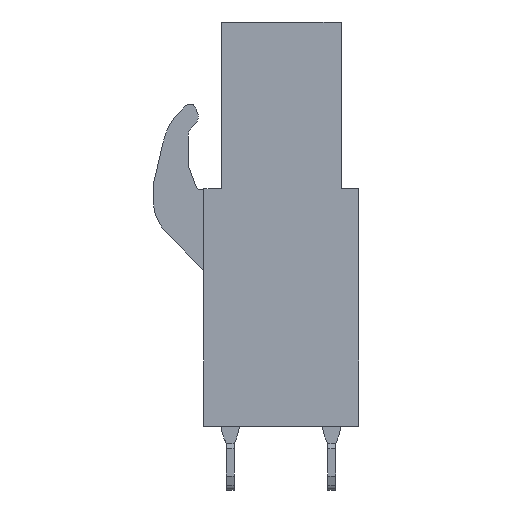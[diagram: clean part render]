
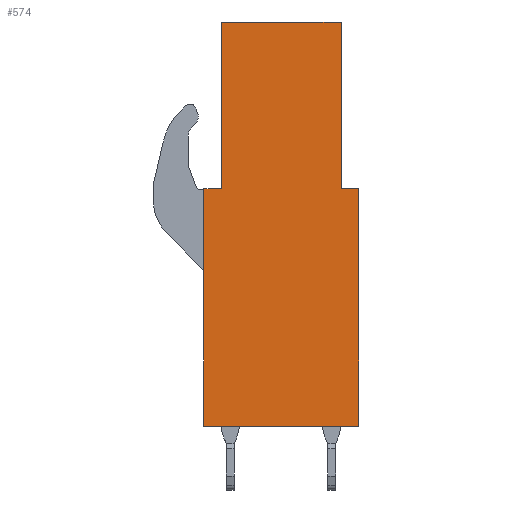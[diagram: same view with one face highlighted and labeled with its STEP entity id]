
A CAD part, left-side view. The second image highlights one B-rep face of the part: STEP entity #574.
In plain terms, the highlighted planar face has unit normal (-1, 0, 0).
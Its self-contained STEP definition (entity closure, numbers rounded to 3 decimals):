
#524=AXIS2_PLACEMENT_3D('Plane Axis2P3D',#521,#522,#523) ;
#36=CARTESIAN_POINT('Line Origine',(0.,3.875,23.45)) ;
#40=CARTESIAN_POINT('Vertex',(0.,0.875,23.45)) ;
#42=CARTESIAN_POINT('Vertex',(0.,6.875,23.45)) ;
#431=CARTESIAN_POINT('Vertex',(0.,7.75,3.2)) ;
#434=CARTESIAN_POINT('Line Origine',(0.,7.75,9.15)) ;
#438=CARTESIAN_POINT('Vertex',(0.,7.75,15.1)) ;
#521=CARTESIAN_POINT('Axis2P3D Location',(0.,0.,0.)) ;
#526=CARTESIAN_POINT('Line Origine',(0.,3.875,3.2)) ;
#530=CARTESIAN_POINT('Vertex',(0.,0.,3.2)) ;
#533=CARTESIAN_POINT('Line Origine',(0.,0.,9.15)) ;
#537=CARTESIAN_POINT('Vertex',(0.,0.,15.1)) ;
#540=CARTESIAN_POINT('Line Origine',(0.,0.438,15.1)) ;
#544=CARTESIAN_POINT('Vertex',(0.,0.875,15.1)) ;
#547=CARTESIAN_POINT('Line Origine',(0.,0.875,19.275)) ;
#552=CARTESIAN_POINT('Line Origine',(0.,6.875,19.275)) ;
#556=CARTESIAN_POINT('Vertex',(0.,6.875,15.1)) ;
#559=CARTESIAN_POINT('Line Origine',(0.,7.313,15.1)) ;
#37=DIRECTION('Vector Direction',(0.,1.,0.)) ;
#435=DIRECTION('Vector Direction',(0.,0.,1.)) ;
#522=DIRECTION('Axis2P3D Direction',(1.,0.,0.)) ;
#523=DIRECTION('Axis2P3D XDirection',(0.,1.,0.)) ;
#527=DIRECTION('Vector Direction',(0.,1.,0.)) ;
#534=DIRECTION('Vector Direction',(0.,0.,1.)) ;
#541=DIRECTION('Vector Direction',(0.,1.,0.)) ;
#548=DIRECTION('Vector Direction',(0.,0.,1.)) ;
#553=DIRECTION('Vector Direction',(0.,0.,1.)) ;
#560=DIRECTION('Vector Direction',(0.,-1.,0.)) ;
#38=VECTOR('Line Direction',#37,1.) ;
#436=VECTOR('Line Direction',#435,1.) ;
#528=VECTOR('Line Direction',#527,1.) ;
#535=VECTOR('Line Direction',#534,1.) ;
#542=VECTOR('Line Direction',#541,1.) ;
#549=VECTOR('Line Direction',#548,1.) ;
#554=VECTOR('Line Direction',#553,1.) ;
#561=VECTOR('Line Direction',#560,1.) ;
#565=ORIENTED_EDGE('',*,*,#440,.F.) ;
#566=ORIENTED_EDGE('',*,*,#532,.F.) ;
#567=ORIENTED_EDGE('',*,*,#539,.T.) ;
#568=ORIENTED_EDGE('',*,*,#546,.F.) ;
#569=ORIENTED_EDGE('',*,*,#551,.F.) ;
#570=ORIENTED_EDGE('',*,*,#44,.T.) ;
#571=ORIENTED_EDGE('',*,*,#558,.F.) ;
#572=ORIENTED_EDGE('',*,*,#563,.F.) ;
#574=ADVANCED_FACE('BLL 5.08/19/180 3.2 SN OR 1648960000',(#573),#525,.F.) ;
#44=EDGE_CURVE('',#41,#43,#39,.T.) ;
#440=EDGE_CURVE('',#432,#439,#437,.T.) ;
#532=EDGE_CURVE('',#531,#432,#529,.T.) ;
#539=EDGE_CURVE('',#531,#538,#536,.T.) ;
#546=EDGE_CURVE('',#545,#538,#543,.F.) ;
#551=EDGE_CURVE('',#41,#545,#550,.F.) ;
#558=EDGE_CURVE('',#557,#43,#555,.T.) ;
#563=EDGE_CURVE('',#439,#557,#562,.T.) ;
#564=EDGE_LOOP('',(#565,#566,#567,#568,#569,#570,#571,#572)) ;
#573=FACE_OUTER_BOUND('',#564,.T.) ;
#39=LINE('Line',#36,#38) ;
#437=LINE('Line',#434,#436) ;
#529=LINE('Line',#526,#528) ;
#536=LINE('Line',#533,#535) ;
#543=LINE('Line',#540,#542) ;
#550=LINE('Line',#547,#549) ;
#555=LINE('Line',#552,#554) ;
#562=LINE('Line',#559,#561) ;
#525=PLANE('',#524) ;
#41=VERTEX_POINT('',#40) ;
#43=VERTEX_POINT('',#42) ;
#432=VERTEX_POINT('',#431) ;
#439=VERTEX_POINT('',#438) ;
#531=VERTEX_POINT('',#530) ;
#538=VERTEX_POINT('',#537) ;
#545=VERTEX_POINT('',#544) ;
#557=VERTEX_POINT('',#556) ;
